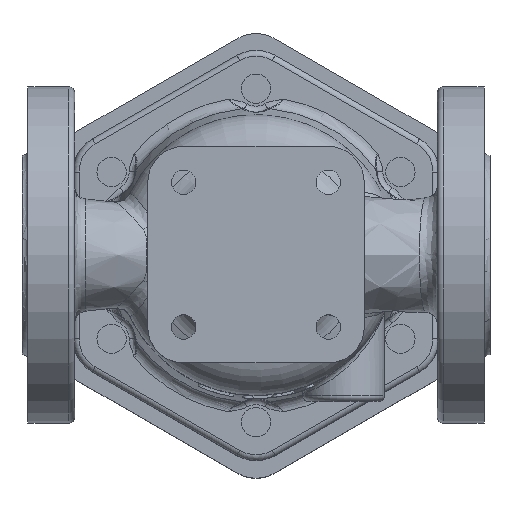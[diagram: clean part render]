
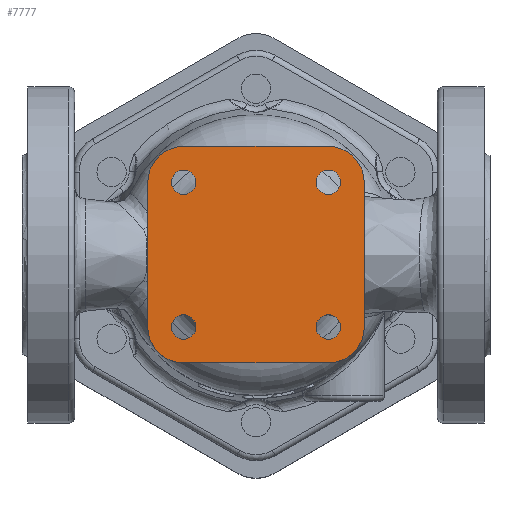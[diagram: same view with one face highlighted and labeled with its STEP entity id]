
A CAD part, top view. The second image highlights one B-rep face of the part: STEP entity #7777.
In plain terms, the highlighted planar face has unit normal (0, 0, 1).
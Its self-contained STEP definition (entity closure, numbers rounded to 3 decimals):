
#760=LINE('',#20020,#1158);
#764=LINE('',#20029,#1162);
#782=LINE('',#20102,#1180);
#783=LINE('',#20103,#1181);
#1158=VECTOR('',#10482,49.497);
#1162=VECTOR('',#10492,49.497);
#1180=VECTOR('',#10592,49.497);
#1181=VECTOR('',#10593,49.497);
#1426=PLANE('',#8588);
#1590=FACE_BOUND('',#2726,.T.);
#1591=FACE_BOUND('',#2727,.T.);
#1592=FACE_BOUND('',#2728,.T.);
#1593=FACE_BOUND('',#2729,.T.);
#2076=FACE_OUTER_BOUND('',#2725,.T.);
#2725=EDGE_LOOP('',(#7126,#7127,#7128,#7129,#7130,#7131,#7132,#7133));
#2726=EDGE_LOOP('',(#7134));
#2727=EDGE_LOOP('',(#7135));
#2728=EDGE_LOOP('',(#7136));
#2729=EDGE_LOOP('',(#7137));
#3092=CIRCLE('',#8441,4.188);
#3094=CIRCLE('',#8444,4.188);
#3096=CIRCLE('',#8447,4.188);
#3098=CIRCLE('',#8450,4.188);
#3158=CIRCLE('',#8546,12.251);
#3159=CIRCLE('',#8549,12.251);
#3175=CIRCLE('',#8585,12.251);
#3176=CIRCLE('',#8587,12.251);
#3806=VERTEX_POINT('',#18175);
#3808=VERTEX_POINT('',#18180);
#3810=VERTEX_POINT('',#18185);
#3812=VERTEX_POINT('',#18190);
#3876=VERTEX_POINT('',#20017);
#3877=VERTEX_POINT('',#20019);
#3878=VERTEX_POINT('',#20023);
#3879=VERTEX_POINT('',#20027);
#3880=VERTEX_POINT('',#20031);
#3891=VERTEX_POINT('',#20092);
#3892=VERTEX_POINT('',#20096);
#3893=VERTEX_POINT('',#20098);
#4831=EDGE_CURVE('',#3806,#3806,#3092,.T.);
#4833=EDGE_CURVE('',#3808,#3808,#3094,.T.);
#4835=EDGE_CURVE('',#3810,#3810,#3096,.T.);
#4837=EDGE_CURVE('',#3812,#3812,#3098,.T.);
#4938=EDGE_CURVE('',#3877,#3876,#760,.T.);
#4941=EDGE_CURVE('',#3876,#3878,#3158,.T.);
#4943=EDGE_CURVE('',#3878,#3879,#764,.T.);
#4945=EDGE_CURVE('',#3879,#3880,#3159,.T.);
#4974=EDGE_CURVE('',#3891,#3877,#3175,.T.);
#4977=EDGE_CURVE('',#3893,#3892,#3176,.T.);
#4979=EDGE_CURVE('',#3880,#3893,#782,.T.);
#4980=EDGE_CURVE('',#3892,#3891,#783,.T.);
#7126=ORIENTED_EDGE('',*,*,#4941,.T.);
#7127=ORIENTED_EDGE('',*,*,#4943,.T.);
#7128=ORIENTED_EDGE('',*,*,#4945,.T.);
#7129=ORIENTED_EDGE('',*,*,#4979,.T.);
#7130=ORIENTED_EDGE('',*,*,#4977,.T.);
#7131=ORIENTED_EDGE('',*,*,#4980,.T.);
#7132=ORIENTED_EDGE('',*,*,#4974,.T.);
#7133=ORIENTED_EDGE('',*,*,#4938,.T.);
#7134=ORIENTED_EDGE('',*,*,#4831,.T.);
#7135=ORIENTED_EDGE('',*,*,#4833,.T.);
#7136=ORIENTED_EDGE('',*,*,#4835,.T.);
#7137=ORIENTED_EDGE('',*,*,#4837,.T.);
#7777=ADVANCED_FACE('',(#2076,#1590,#1591,#1592,#1593),#1426,.F.);
#8441=AXIS2_PLACEMENT_3D('',#18176,#10265,#10266);
#8444=AXIS2_PLACEMENT_3D('',#18181,#10271,#10272);
#8447=AXIS2_PLACEMENT_3D('',#18186,#10277,#10278);
#8450=AXIS2_PLACEMENT_3D('',#18191,#10283,#10284);
#8546=AXIS2_PLACEMENT_3D('',#20025,#10487,#10488);
#8549=AXIS2_PLACEMENT_3D('',#20033,#10496,#10497);
#8585=AXIS2_PLACEMENT_3D('',#20093,#10581,#10582);
#8587=AXIS2_PLACEMENT_3D('',#20099,#10587,#10588);
#8588=AXIS2_PLACEMENT_3D('',#20101,#10590,#10591);
#10265=DIRECTION('center_axis',(0.,0.,
-1.));
#10266=DIRECTION('ref_axis',(0.,-1.,0.));
#10271=DIRECTION('center_axis',(0.,0.,
-1.));
#10272=DIRECTION('ref_axis',(-1.,0.,0.));
#10277=DIRECTION('center_axis',(0.,0.,
-1.));
#10278=DIRECTION('ref_axis',(0.,1.,0.));
#10283=DIRECTION('center_axis',(0.,0.,
-1.));
#10284=DIRECTION('ref_axis',(1.,0.,0.));
#10482=DIRECTION('',(-1.,0.,0.));
#10487=DIRECTION('center_axis',(0.,0.,
1.));
#10488=DIRECTION('ref_axis',(0.,-1.,0.));
#10492=DIRECTION('',(0.,-1.,0.));
#10496=DIRECTION('center_axis',(0.,0.,
1.));
#10497=DIRECTION('ref_axis',(1.,0.,0.));
#10581=DIRECTION('center_axis',(0.,0.,
1.));
#10582=DIRECTION('ref_axis',(-1.,0.,0.));
#10587=DIRECTION('center_axis',(0.,0.,
1.));
#10588=DIRECTION('ref_axis',(0.,1.,0.));
#10590=DIRECTION('center_axis',(0.,0.,
-1.));
#10591=DIRECTION('ref_axis',(-1.,0.,0.));
#10592=DIRECTION('',(1.,0.,0.));
#10593=DIRECTION('',(0.,1.,0.));
#18175=CARTESIAN_POINT('',(24.749,20.561,71.));
#18176=CARTESIAN_POINT('Origin',(24.749,24.749,71.));
#18180=CARTESIAN_POINT('',(20.561,-24.749,71.));
#18181=CARTESIAN_POINT('Origin',(24.749,-24.749,71.));
#18185=CARTESIAN_POINT('',(-24.749,-20.561,71.));
#18186=CARTESIAN_POINT('Origin',(-24.749,-24.749,71.));
#18190=CARTESIAN_POINT('',(-20.561,24.749,71.));
#18191=CARTESIAN_POINT('Origin',(-24.749,24.749,71.));
#20017=CARTESIAN_POINT('',(-24.749,37.,71.));
#20019=CARTESIAN_POINT('',(24.749,37.,71.));
#20020=CARTESIAN_POINT('',(37.,37.,71.));
#20023=CARTESIAN_POINT('',(-37.,24.749,71.));
#20025=CARTESIAN_POINT('Origin',(-24.749,24.749,71.));
#20027=CARTESIAN_POINT('',(-37.,-24.749,71.));
#20029=CARTESIAN_POINT('',(-37.,37.,71.));
#20031=CARTESIAN_POINT('',(-24.749,-37.,71.));
#20033=CARTESIAN_POINT('Origin',(-24.749,-24.749,71.));
#20092=CARTESIAN_POINT('',(37.,24.749,71.));
#20093=CARTESIAN_POINT('Origin',(24.749,24.749,71.));
#20096=CARTESIAN_POINT('',(37.,-24.749,71.));
#20098=CARTESIAN_POINT('',(24.749,-37.,71.));
#20099=CARTESIAN_POINT('Origin',(24.749,-24.749,71.));
#20101=CARTESIAN_POINT('Origin',(0.,0.,
71.));
#20102=CARTESIAN_POINT('',(-37.,-37.,71.));
#20103=CARTESIAN_POINT('',(37.,-37.,71.));
